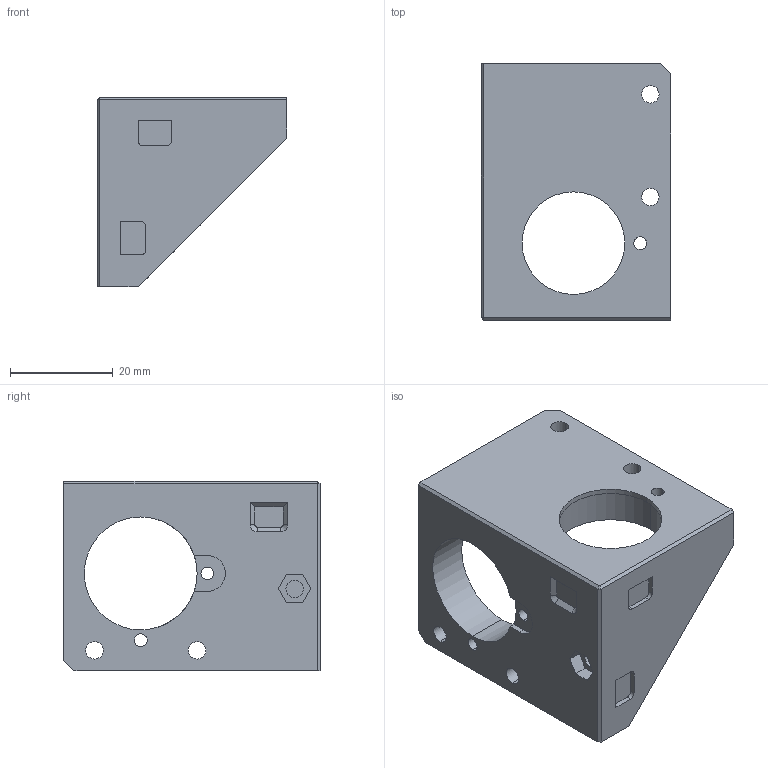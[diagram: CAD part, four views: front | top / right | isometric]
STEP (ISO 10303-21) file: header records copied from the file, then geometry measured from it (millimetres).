
FILE_DESCRIPTION (( 'STEP AP203' ), '1' );
FILE_NAME ('TR_XY_corner_back_right_v1_0.STEP', '2018-05-17T18:59:47', ( '' ), ( '' ), 'SwSTEP 2.0', 'SolidWorks 2017', '' );
FILE_SCHEMA (( 'CONFIG_CONTROL_DESIGN' ));
Length unit declared in the file: millimetre
Products named in the file (1): TR_XY_corner_back_right_v1_0
Bounding box: 37 x 50 x 37 mm (x, y, z)
Volume: 20822.3 mm3; surface area: 9513.4 mm2
Topology: 1 solids, 1 shells, 106 faces, 275 edges, 181 vertices
Faces by surface type: plane 74, cylinder 30, cone 2
Entity records: 3342 total; most frequent: CARTESIAN_POINT 566, DIRECTION 554, ORIENTED_EDGE 550, EDGE_CURVE 275, VECTOR 208, LINE 208, VERTEX_POINT 181, AXIS2_PLACEMENT_3D 173
